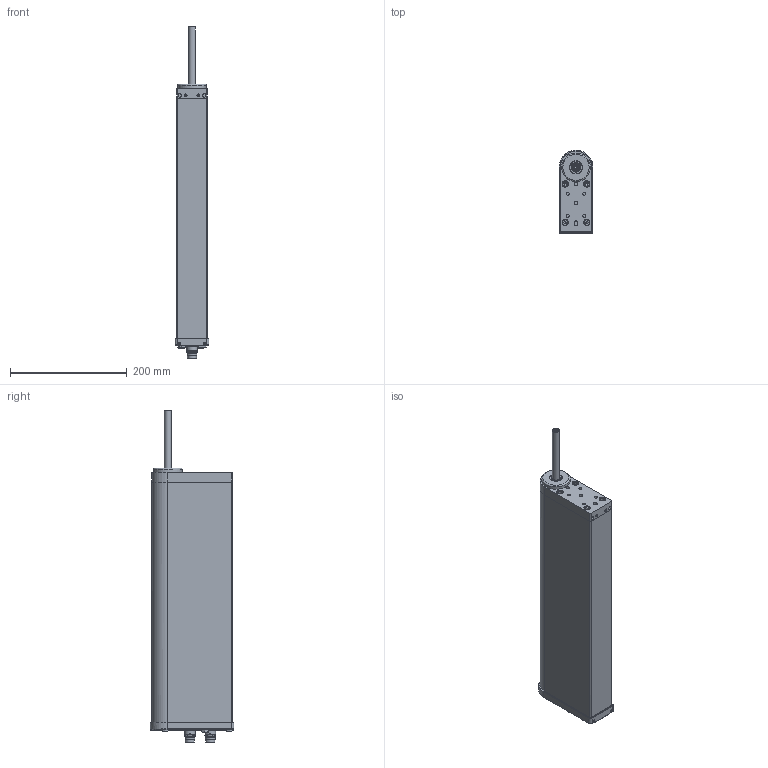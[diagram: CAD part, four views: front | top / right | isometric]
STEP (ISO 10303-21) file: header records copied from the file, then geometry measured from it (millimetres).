
FILE_DESCRIPTION (( 'STEP AP214' ), '1' );
FILE_NAME ('0186-2008_241120_PR02-52x60-R_37x120F-HP-R-100_MSxx_TS00_SSCH.STEP', '2024-11-20T13:19:03', ( '' ), ( '' ), 'SwSTEP 2.0', 'SolidWorks 2024', '' );
FILE_SCHEMA (( 'AUTOMOTIVE_DESIGN' ));
Length unit declared in the file: millimetre
Products named in the file (3): Einzelteil_PR02-52x60-R-SSCH_37x120F-HP-R-100_MSxx_TS00_SSCH; RS02k-DA12_RS01k-DA244.5; 0186-2008_241120_PR02-52x60-R_37x120F-HP-R-100_MSxx_TS00_SSCH
Assembly tree (2 placements, depth 2):
  0186-2008_241120_PR02-52x60-R_37x120F-HP-R-100_MSxx_TS00_SSCH
    Einzelteil_PR02-52x60-R-SSCH_37x120F-HP-R-100_MSxx_TS00_SSCH
    RS02k-DA12_RS01k-DA244.5
Bounding box: 58 x 143 x 569.5 mm (x, y, z)
Volume: 3160249.1 mm3; surface area: 264490.2 mm2
Topology: 25 solids, 25 shells, 1336 faces, 2806 edges, 1618 vertices
Faces by surface type: cone 514, cylinder 422, plane 374, torus 16, bspline 10
Full cylindrical faces by diameter (mm): 1.15 x10, 1.2 x6, 2.1 x10, 2.5 x1, 3.2 x6, 4.2 x4, 4.9 x4, 5 x91, 5.3 x6, 5.8 x6, 6 x134, 6.4 x4, 7 x4, 7.2 x6, 7.5 x1, 8 x4, 9 x6, 10 x6, 11 x4, 12 x3, 13.8 x2, 14.05 x2, 14.2 x2, 15.54 x2, 15.7 x2, 16.2 x4, 17 x2, 18 x11, 21 x5, 22 x2
Entity records: 31836 total; most frequent: CARTESIAN_POINT 6231, DIRECTION 5607, ORIENTED_EDGE 3768, AXIS2_PLACEMENT_3D 2534, EDGE_LOOP 2343, EDGE_CURVE 1884, FACE_OUTER_BOUND 1708, VERTEX_POINT 1535
